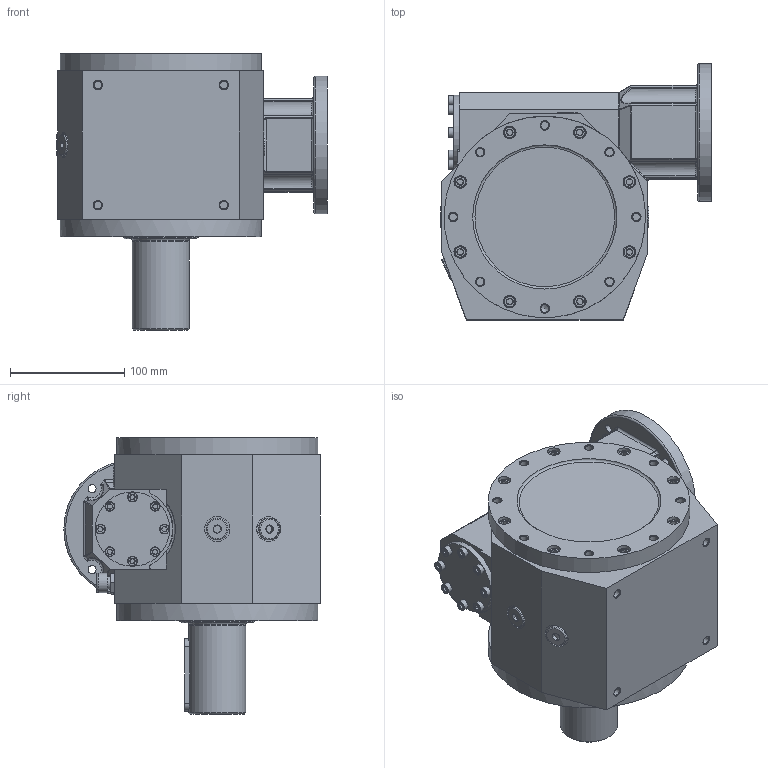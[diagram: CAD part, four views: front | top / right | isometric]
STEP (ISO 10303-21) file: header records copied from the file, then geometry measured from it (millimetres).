
FILE_DESCRIPTION( ( 'Unknown' ), '1' );
FILE_NAME( '4-1KW.stp', 'Unknown', ( 'Unknown' ), ( 'Unknown' ), 'PSStep 13.0', 'Unknown', ' ' );
FILE_SCHEMA( ( 'AUTOMOTIVE_DESIGN { 1 0 10303 214 1 1 1 1 }' ) );
Length unit declared in the file: millimetre
Products named in the file (1): Gehaeuse_041-610-0037-2
Bounding box: 236.5 x 224 x 242 mm (x, y, z)
Volume: 4924264.3 mm3; surface area: 271163.9 mm2
Topology: 1 solids, 33 shells, 802 faces, 1737 edges, 1102 vertices
Faces by surface type: plane 416, cylinder 220, cone 95, torus 39, bspline 32
Full cylindrical faces by diameter (mm): 4.2 x16, 5 x8, 5.5 x8, 6 x16, 6.8 x20, 7 x20, 8.5 x8, 9 x2, 10 x16, 10.2 x1, 11 x17, 17 x2, 19 x4, 22 x5, 49.6 x1, 50 x1, 65 x2, 67 x1, 68 x1, 70 x1, 80 x1, 90 x1, 120 x1, 176 x2
Entity records: 40777 total; most frequent: CARTESIAN_POINT 18750, DIRECTION 3194, ORIENTED_EDGE 2676, EDGE_CURVE 1338, AXIS2_PLACEMENT_3D 1323, EDGE_LOOP 1259, VERTEX_POINT 1006, FACE_OUTER_BOUND 991
